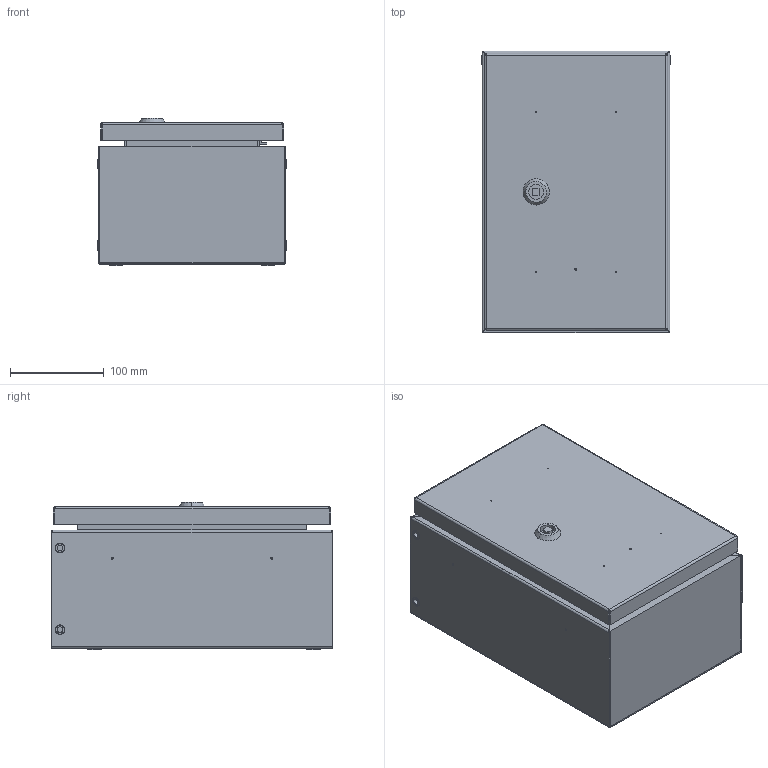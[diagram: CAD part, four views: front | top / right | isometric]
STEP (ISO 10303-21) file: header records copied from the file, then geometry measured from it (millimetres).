
FILE_DESCRIPTION (( 'STEP AP214' ), '1' );
FILE_NAME ('IP-SS302015_stp.step', '2025-04-28T12:33:31', ( '' ), ( '' ), 'SwSTEP 2.0', 'SolidWorks 2023', '' );
FILE_SCHEMA (( 'AUTOMOTIVE_DESIGN' ));
Length unit declared in the file: millimetre
Products named in the file (1): IP-SS302015_stp
Bounding box: 201.4 x 300 x 157.27 mm (x, y, z)
Volume: 577310.3 mm3; surface area: 763502.2 mm2
Topology: 34 solids, 35 shells, 1189 faces, 2930 edges, 1864 vertices
Faces by surface type: plane 546, cylinder 493, cone 86, bspline 58, torus 6
Entity records: 40712 total; most frequent: CARTESIAN_POINT 12312, ORIENTED_EDGE 5860, DIRECTION 5714, EDGE_CURVE 2930, AXIS2_PLACEMENT_3D 2102, VERTEX_POINT 1864, LINE 1510, VECTOR 1510
